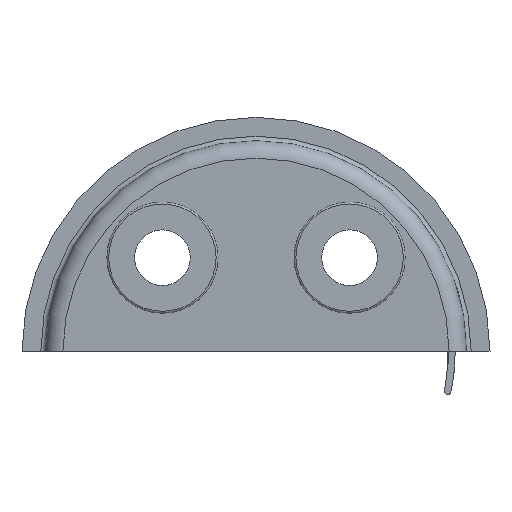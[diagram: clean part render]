
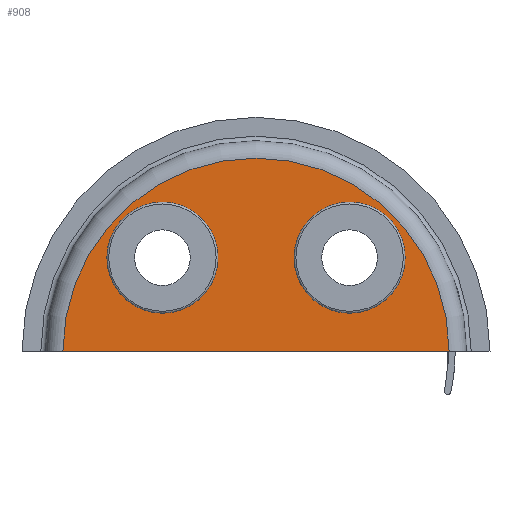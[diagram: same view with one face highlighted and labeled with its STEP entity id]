
A CAD part, top view. The second image highlights one B-rep face of the part: STEP entity #908.
In plain terms, the highlighted planar face has unit normal (0, 0, 1).
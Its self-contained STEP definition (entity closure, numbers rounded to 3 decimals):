
#65=FACE_BOUND('',#180,.T.);
#66=FACE_BOUND('',#181,.T.);
#118=FACE_OUTER_BOUND('',#179,.T.);
#179=EDGE_LOOP('',(#756,#757));
#180=EDGE_LOOP('',(#758));
#181=EDGE_LOOP('',(#759));
#239=LINE('',#1688,#291);
#291=VECTOR('',#1302,10.);
#335=CIRCLE('',#984,30.15);
#336=CIRCLE('',#986,30.15);
#364=CIRCLE('',#1034,104.8);
#411=VERTEX_POINT('',#1453);
#412=VERTEX_POINT('',#1457);
#445=VERTEX_POINT('',#1682);
#446=VERTEX_POINT('',#1684);
#507=EDGE_CURVE('',#411,#411,#335,.T.);
#509=EDGE_CURVE('',#412,#412,#336,.T.);
#563=EDGE_CURVE('',#445,#446,#364,.T.);
#565=EDGE_CURVE('',#446,#445,#239,.T.);
#756=ORIENTED_EDGE('',*,*,#563,.F.);
#757=ORIENTED_EDGE('',*,*,#565,.F.);
#758=ORIENTED_EDGE('',*,*,#509,.T.);
#759=ORIENTED_EDGE('',*,*,#507,.T.);
#862=PLANE('',#1036);
#908=ADVANCED_FACE('',(#118,#65,#66),#862,.T.);
#984=AXIS2_PLACEMENT_3D('',#1455,#1175,#1176);
#986=AXIS2_PLACEMENT_3D('',#1459,#1180,#1181);
#1034=AXIS2_PLACEMENT_3D('',#1685,#1296,#1297);
#1036=AXIS2_PLACEMENT_3D('',#1687,#1300,#1301);
#1175=DIRECTION('center_axis',(0.,0.,-1.));
#1176=DIRECTION('ref_axis',(-1.,0.,0.));
#1180=DIRECTION('center_axis',(0.,0.,-1.));
#1181=DIRECTION('ref_axis',(-1.,0.,0.));
#1296=DIRECTION('center_axis',(0.,0.,-1.));
#1297=DIRECTION('ref_axis',(1.,0.,0.));
#1300=DIRECTION('center_axis',(0.,0.,1.));
#1301=DIRECTION('ref_axis',(1.,0.,0.));
#1302=DIRECTION('',(-1.,0.,0.));
#1453=CARTESIAN_POINT('',(-20.65,50.8,50.8));
#1455=CARTESIAN_POINT('Origin',(-50.8,50.8,50.8));
#1457=CARTESIAN_POINT('',(80.95,50.8,50.8));
#1459=CARTESIAN_POINT('Origin',(50.8,50.8,50.8));
#1682=CARTESIAN_POINT('',(-104.8,0.,50.8));
#1684=CARTESIAN_POINT('',(104.8,0.,50.8));
#1685=CARTESIAN_POINT('Origin',(0.,0.,50.8));
#1687=CARTESIAN_POINT('Origin',(0.,0.,50.8));
#1688=CARTESIAN_POINT('',(0.,0.,50.8));
